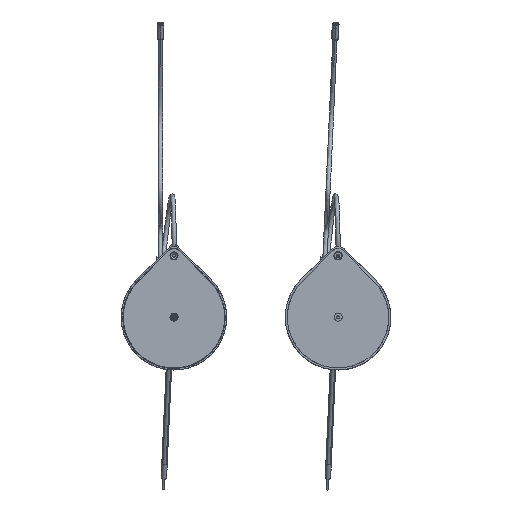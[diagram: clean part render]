
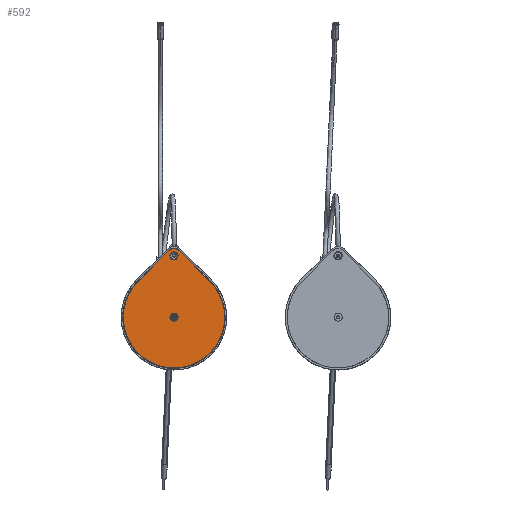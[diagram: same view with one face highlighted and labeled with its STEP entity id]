
A CAD part, front view. The second image highlights one B-rep face of the part: STEP entity #592.
In plain terms, the highlighted planar face has unit normal (0, -1, 0).
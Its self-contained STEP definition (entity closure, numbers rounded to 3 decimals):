
#274=FACE_BOUND('',#1424,.T.);
#275=FACE_BOUND('',#1425,.T.);
#592=ADVANCED_FACE('',(#967,#274,#275),#11667,.T.);
#967=FACE_OUTER_BOUND('',#1423,.T.);
#1423=EDGE_LOOP('',(#4284,#4285,#4286,#4287,#4288,#4289));
#1424=EDGE_LOOP('',(#4290,#4291));
#1425=EDGE_LOOP('',(#4292,#4293));
#4284=ORIENTED_EDGE('',*,*,#6874,.T.);
#4285=ORIENTED_EDGE('',*,*,#6871,.F.);
#4286=ORIENTED_EDGE('',*,*,#6875,.T.);
#4287=ORIENTED_EDGE('',*,*,#6876,.F.);
#4288=ORIENTED_EDGE('',*,*,#6877,.F.);
#4289=ORIENTED_EDGE('',*,*,#6878,.F.);
#4290=ORIENTED_EDGE('',*,*,#6880,.F.);
#4291=ORIENTED_EDGE('',*,*,#6879,.F.);
#4292=ORIENTED_EDGE('',*,*,#6882,.F.);
#4293=ORIENTED_EDGE('',*,*,#6881,.F.);
#6871=EDGE_CURVE('',#11443,#11444,#9377,.T.);
#6874=EDGE_CURVE('',#11440,#11444,#8086,.T.);
#6875=EDGE_CURVE('',#11443,#11436,#8087,.T.);
#6876=EDGE_CURVE('',#11435,#11436,#9380,.T.);
#6877=EDGE_CURVE('',#11438,#11435,#9381,.T.);
#6878=EDGE_CURVE('',#11440,#11438,#9382,.T.);
#6879=EDGE_CURVE('',#11428,#11425,#9383,.T.);
#6880=EDGE_CURVE('',#11425,#11428,#9384,.T.);
#6881=EDGE_CURVE('',#11430,#11431,#9385,.T.);
#6882=EDGE_CURVE('',#11431,#11430,#9386,.T.);
#8086=B_SPLINE_CURVE_WITH_KNOTS('',1,(#37970,#37971),.UNSPECIFIED.,.F.,
 .F.,(2,2),(0.,83.602),.UNSPECIFIED.);
#8087=B_SPLINE_CURVE_WITH_KNOTS('',1,(#37972,#37973),.UNSPECIFIED.,.F.,
 .F.,(2,2),(0.,83.699),.UNSPECIFIED.);
#9377=(
BOUNDED_CURVE()
B_SPLINE_CURVE(2,(#37956,#37957,#37958,#37959,#37960),.UNSPECIFIED.,.F.,
 .F.)
B_SPLINE_CURVE_WITH_KNOTS((3,2,3),(0.,10.899,21.895),
 .UNSPECIFIED.)
CURVE()
GEOMETRIC_REPRESENTATION_ITEM()
RATIONAL_B_SPLINE_CURVE((1.,0.925,1.,0.924,1.))
REPRESENTATION_ITEM('')
);
#9380=(
BOUNDED_CURVE()
B_SPLINE_CURVE(2,(#37974,#37975,#37976),.UNSPECIFIED.,.F.,.F.)
B_SPLINE_CURVE_WITH_KNOTS((3,3),(0.,76.537),.UNSPECIFIED.)
CURVE()
GEOMETRIC_REPRESENTATION_ITEM()
RATIONAL_B_SPLINE_CURVE((1.,0.924,1.))
REPRESENTATION_ITEM('')
);
#9381=(
BOUNDED_CURVE()
B_SPLINE_CURVE(2,(#37977,#37978,#37979,#37980,#37981),.UNSPECIFIED.,.F.,
 .F.)
B_SPLINE_CURVE_WITH_KNOTS((3,2,3),(0.,153.31,306.619),
 .UNSPECIFIED.)
CURVE()
GEOMETRIC_REPRESENTATION_ITEM()
RATIONAL_B_SPLINE_CURVE((1.,0.707,1.,0.707,1.))
REPRESENTATION_ITEM('')
);
#9382=(
BOUNDED_CURVE()
B_SPLINE_CURVE(2,(#37982,#37983,#37984),.UNSPECIFIED.,.F.,.F.)
B_SPLINE_CURVE_WITH_KNOTS((3,3),(0.,76.77),.UNSPECIFIED.)
CURVE()
GEOMETRIC_REPRESENTATION_ITEM()
RATIONAL_B_SPLINE_CURVE((1.,0.924,1.))
REPRESENTATION_ITEM('')
);
#9383=(
BOUNDED_CURVE()
B_SPLINE_CURVE(2,(#37985,#37986,#37987,#37988,#37989),.UNSPECIFIED.,.F.,
 .F.)
B_SPLINE_CURVE_WITH_KNOTS((3,2,3),(-24.347,-12.174,
0.),.UNSPECIFIED.)
CURVE()
GEOMETRIC_REPRESENTATION_ITEM()
RATIONAL_B_SPLINE_CURVE((1.,0.707,1.,0.707,1.))
REPRESENTATION_ITEM('')
);
#9384=(
BOUNDED_CURVE()
B_SPLINE_CURVE(2,(#37990,#37991,#37992,#37993,#37994),.UNSPECIFIED.,.F.,
 .F.)
B_SPLINE_CURVE_WITH_KNOTS((3,2,3),(-24.347,-12.174,
0.),.UNSPECIFIED.)
CURVE()
GEOMETRIC_REPRESENTATION_ITEM()
RATIONAL_B_SPLINE_CURVE((1.,0.707,1.,0.707,1.))
REPRESENTATION_ITEM('')
);
#9385=(
BOUNDED_CURVE()
B_SPLINE_CURVE(2,(#37995,#37996,#37997,#37998,#37999),.UNSPECIFIED.,.F.,
 .F.)
B_SPLINE_CURVE_WITH_KNOTS((3,2,3),(-24.347,-12.174,
0.),.UNSPECIFIED.)
CURVE()
GEOMETRIC_REPRESENTATION_ITEM()
RATIONAL_B_SPLINE_CURVE((1.,0.707,1.,0.707,1.))
REPRESENTATION_ITEM('')
);
#9386=(
BOUNDED_CURVE()
B_SPLINE_CURVE(2,(#38000,#38001,#38002,#38003,#38004),.UNSPECIFIED.,.F.,
 .F.)
B_SPLINE_CURVE_WITH_KNOTS((3,2,3),(-24.347,-12.174,
0.),.UNSPECIFIED.)
CURVE()
GEOMETRIC_REPRESENTATION_ITEM()
RATIONAL_B_SPLINE_CURVE((1.,0.707,1.,0.707,1.))
REPRESENTATION_ITEM('')
);
#11425=VERTEX_POINT('',#37884);
#11428=VERTEX_POINT('',#37887);
#11430=VERTEX_POINT('',#37889);
#11431=VERTEX_POINT('',#37890);
#11435=VERTEX_POINT('',#37894);
#11436=VERTEX_POINT('',#37895);
#11438=VERTEX_POINT('',#37897);
#11440=VERTEX_POINT('',#37899);
#11443=VERTEX_POINT('',#37902);
#11444=VERTEX_POINT('',#37903);
#11667=PLANE('',#12109);
#12109=AXIS2_PLACEMENT_3D('',#37865,#12218,$);
#12218=DIRECTION('',(0.,-1.,0.));
#37865=CARTESIAN_POINT('',(-472.491,-818.633,144.216));
#37884=CARTESIAN_POINT('',(-347.462,-818.633,-17.327));
#37887=CARTESIAN_POINT('',(-362.962,-818.633,-17.305));
#37889=CARTESIAN_POINT('',(-362.936,-818.633,100.925));
#37890=CARTESIAN_POINT('',(-347.436,-818.633,100.903));
#37894=CARTESIAN_POINT('',(-452.812,-818.633,-17.178));
#37895=CARTESIAN_POINT('',(-424.211,-818.633,51.712));
#37897=CARTESIAN_POINT('',(-257.612,-818.633,-17.454));
#37899=CARTESIAN_POINT('',(-286.182,-818.633,51.682));
#37902=CARTESIAN_POINT('',(-365.015,-818.633,110.884));
#37903=CARTESIAN_POINT('',(-345.284,-818.633,110.811));
#37956=CARTESIAN_POINT('',(-365.015,-818.633,110.884));
#37957=CARTESIAN_POINT('',(-360.927,-818.633,114.914));
#37958=CARTESIAN_POINT('',(-355.186,-818.633,114.914));
#37959=CARTESIAN_POINT('',(-349.385,-818.633,114.914));
#37960=CARTESIAN_POINT('',(-345.284,-818.633,110.811));
#37970=CARTESIAN_POINT('',(-286.182,-818.633,51.682));
#37971=CARTESIAN_POINT('',(-345.284,-818.633,110.811));
#37972=CARTESIAN_POINT('',(-365.015,-818.633,110.884));
#37973=CARTESIAN_POINT('',(-424.211,-818.633,51.712));
#37974=CARTESIAN_POINT('',(-452.812,-818.633,-17.178));
#37975=CARTESIAN_POINT('',(-452.754,-818.633,23.18));
#37976=CARTESIAN_POINT('',(-424.211,-818.633,51.712));
#37977=CARTESIAN_POINT('',(-257.612,-818.633,-17.454));
#37978=CARTESIAN_POINT('',(-257.75,-818.633,-115.054));
#37979=CARTESIAN_POINT('',(-355.35,-818.633,-114.916));
#37980=CARTESIAN_POINT('',(-452.95,-818.633,-114.778));
#37981=CARTESIAN_POINT('',(-452.812,-818.633,-17.178));
#37982=CARTESIAN_POINT('',(-286.182,-818.633,51.682));
#37983=CARTESIAN_POINT('',(-257.554,-818.633,23.041));
#37984=CARTESIAN_POINT('',(-257.612,-818.633,-17.454));
#37985=CARTESIAN_POINT('',(-362.962,-818.633,-17.305));
#37986=CARTESIAN_POINT('',(-362.973,-818.633,-25.055));
#37987=CARTESIAN_POINT('',(-355.223,-818.633,-25.066));
#37988=CARTESIAN_POINT('',(-347.473,-818.633,-25.077));
#37989=CARTESIAN_POINT('',(-347.462,-818.633,-17.327));
#37990=CARTESIAN_POINT('',(-347.462,-818.633,-17.327));
#37991=CARTESIAN_POINT('',(-347.451,-818.633,-9.577));
#37992=CARTESIAN_POINT('',(-355.201,-818.633,-9.566));
#37993=CARTESIAN_POINT('',(-362.951,-818.633,-9.555));
#37994=CARTESIAN_POINT('',(-362.962,-818.633,-17.305));
#37995=CARTESIAN_POINT('',(-362.936,-818.633,100.925));
#37996=CARTESIAN_POINT('',(-362.947,-818.633,93.175));
#37997=CARTESIAN_POINT('',(-355.197,-818.633,93.164));
#37998=CARTESIAN_POINT('',(-347.447,-818.633,93.153));
#37999=CARTESIAN_POINT('',(-347.436,-818.633,100.903));
#38000=CARTESIAN_POINT('',(-347.436,-818.633,100.903));
#38001=CARTESIAN_POINT('',(-347.425,-818.633,108.653));
#38002=CARTESIAN_POINT('',(-355.175,-818.633,108.664));
#38003=CARTESIAN_POINT('',(-362.925,-818.633,108.675));
#38004=CARTESIAN_POINT('',(-362.936,-818.633,100.925));
